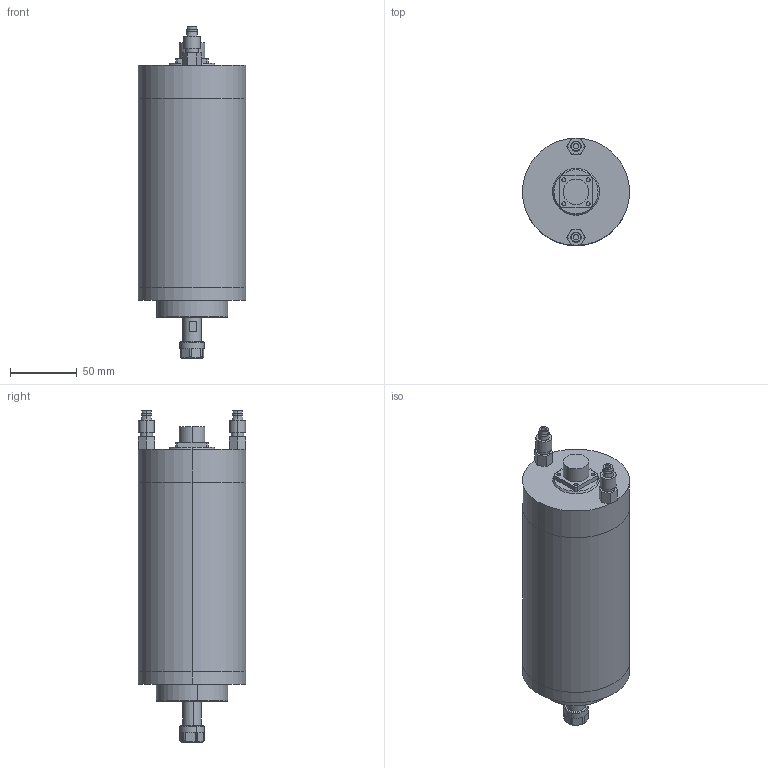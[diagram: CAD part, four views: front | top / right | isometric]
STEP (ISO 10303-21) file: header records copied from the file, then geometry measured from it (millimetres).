
FILE_DESCRIPTION (( 'STEP AP214' ), '1' );
FILE_NAME ('GDZ17軞蚾.STEP', '2021-05-06T02:40:15', ( '萇齟' ), ( '' ), 'SwSTEP 2.0', 'SolidWorks 2018', '' );
FILE_SCHEMA (( 'AUTOMOTIVE_DESIGN' ));
Length unit declared in the file: millimetre
Products named in the file (9): 堤盄釱脣芛18x18M20; GDZ17粣創釱; GDZ17; GDZ17粣芛5; GDZ17阨郲; GDZ17堤盄釱; ER11蹟簽; GDZ17軞蚾; ER11粟俶芠標
Assembly tree (9 placements, depth 2):
  GDZ17軞蚾
    GDZ17
    GDZ17堤盄釱
    GDZ17阨郲  x2
    GDZ17粣創釱
    GDZ17粣芛5
    堤盄釱脣芛18x18M20
    ER11粟俶芠標
    ER11蹟簽
Bounding box: 80 x 80 x 248 mm (x, y, z)
Volume: 925821.6 mm3; surface area: 90590.3 mm2
Topology: 9 solids, 9 shells, 148 faces, 316 edges, 204 vertices
Faces by surface type: plane 68, cylinder 50, cone 22, torus 8
Entity records: 3972 total; most frequent: CARTESIAN_POINT 748, DIRECTION 674, ORIENTED_EDGE 532, AXIS2_PLACEMENT_3D 278, EDGE_CURVE 266, VERTEX_POINT 172, EDGE_LOOP 150, CIRCLE 142
